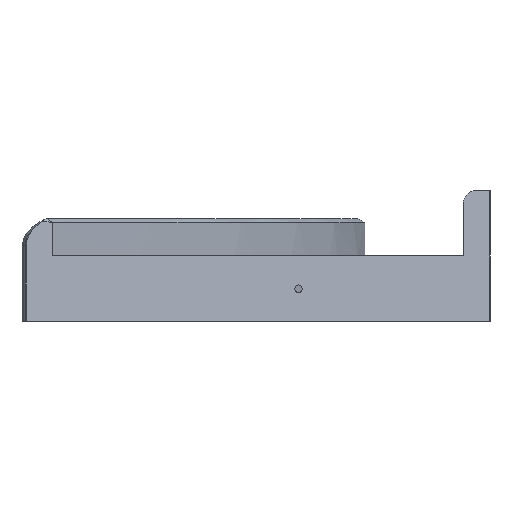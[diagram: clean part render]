
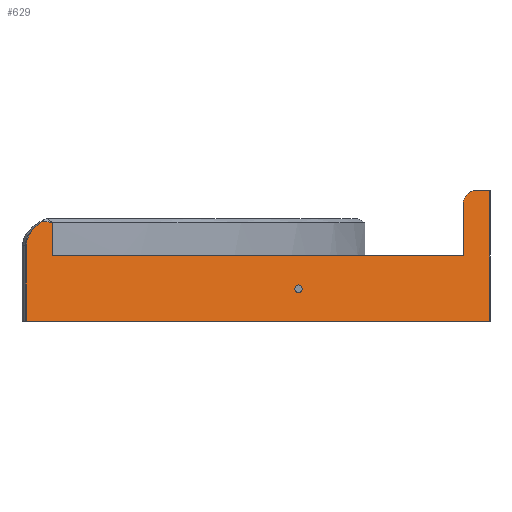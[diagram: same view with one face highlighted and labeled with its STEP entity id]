
A CAD part, front view. The second image highlights one B-rep face of the part: STEP entity #629.
In plain terms, the highlighted planar face has unit normal (0.362, -0.932, 0).
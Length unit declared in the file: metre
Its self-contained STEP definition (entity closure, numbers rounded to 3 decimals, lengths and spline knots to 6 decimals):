
#54=B_SPLINE_CURVE_WITH_KNOTS('',3,(#948,#949,#950,#951,#952,#953,#954,
#955,#956,#957,#958),.UNSPECIFIED.,.T.,.F.,(1,1,1,1,1,1,1,1,1,1,1,1,1,1,
1),(-0.003537,-0.002358,-0.001179,0.,0.001179,
0.002358,0.003537,0.004716,0.005895,
0.007075,0.008254,0.009433,0.010612,
0.011791,0.01297),.UNSPECIFIED.);
#55=B_SPLINE_CURVE_WITH_KNOTS('',3,(#968,#969,#970,#971,#972,#973,#974,
#975,#976,#977,#978,#979,#980,#981,#982,#983,#984,#985),.UNSPECIFIED.,.F.,
 .F.,(4,1,1,1,1,1,1,1,1,1,1,1,1,1,1,4),(0.,0.125,0.25,0.375,0.4375,0.46875,
0.484375,0.5,0.515625,0.53125,0.5625,0.625,0.6875,0.75,0.875,1.),
 .UNSPECIFIED.);
#56=B_SPLINE_CURVE_WITH_KNOTS('',3,(#987,#988,#989,#990),.UNSPECIFIED.,
 .F.,.F.,(4,4),(0.,0.00286),.UNSPECIFIED.);
#57=B_SPLINE_CURVE_WITH_KNOTS('',3,(#992,#993,#994,#995,#996),
 .UNSPECIFIED.,.F.,.F.,(4,1,4),(0.032571,0.037157,0.041743),
 .UNSPECIFIED.);
#76=LINE('',#888,#114);
#91=LINE('',#960,#129);
#92=LINE('',#964,#130);
#93=LINE('',#966,#131);
#94=LINE('',#998,#132);
#95=LINE('',#1000,#133);
#96=LINE('',#1002,#134);
#114=VECTOR('',#740,1.);
#129=VECTOR('',#763,1.);
#130=VECTOR('',#766,1.);
#131=VECTOR('',#767,1.);
#132=VECTOR('',#768,1.);
#133=VECTOR('',#769,1.);
#134=VECTOR('',#770,1.);
#175=ORIENTED_EDGE('',*,*,#354,.F.);
#176=ORIENTED_EDGE('',*,*,#355,.T.);
#177=ORIENTED_EDGE('',*,*,#356,.T.);
#178=ORIENTED_EDGE('',*,*,#334,.T.);
#179=ORIENTED_EDGE('',*,*,#357,.F.);
#180=ORIENTED_EDGE('',*,*,#358,.F.);
#181=ORIENTED_EDGE('',*,*,#359,.T.);
#182=ORIENTED_EDGE('',*,*,#360,.F.);
#183=ORIENTED_EDGE('',*,*,#361,.F.);
#184=ORIENTED_EDGE('',*,*,#362,.F.);
#185=ORIENTED_EDGE('',*,*,#363,.T.);
#186=ORIENTED_EDGE('',*,*,#364,.T.);
#334=EDGE_CURVE('',#424,#425,#76,.T.);
#354=EDGE_CURVE('',#443,#443,#54,.T.);
#355=EDGE_CURVE('',#444,#445,#91,.T.);
#356=EDGE_CURVE('',#445,#424,#490,.T.);
#357=EDGE_CURVE('',#446,#425,#92,.T.);
#358=EDGE_CURVE('',#447,#446,#93,.T.);
#359=EDGE_CURVE('',#447,#448,#55,.T.);
#360=EDGE_CURVE('',#449,#448,#56,.T.);
#361=EDGE_CURVE('',#450,#449,#57,.T.);
#362=EDGE_CURVE('',#451,#450,#94,.F.);
#363=EDGE_CURVE('',#451,#452,#95,.T.);
#364=EDGE_CURVE('',#452,#444,#96,.T.);
#424=VERTEX_POINT('',#889);
#425=VERTEX_POINT('',#890);
#443=VERTEX_POINT('',#959);
#444=VERTEX_POINT('',#961);
#445=VERTEX_POINT('',#962);
#446=VERTEX_POINT('',#965);
#447=VERTEX_POINT('',#967);
#448=VERTEX_POINT('',#986);
#449=VERTEX_POINT('',#991);
#450=VERTEX_POINT('',#997);
#451=VERTEX_POINT('',#999);
#452=VERTEX_POINT('',#1001);
#490=ELLIPSE('',#684,0.005368,0.005);
#502=EDGE_LOOP('',(#175));
#503=EDGE_LOOP('',(#176,#177,#178,#179,#180,#181,#182,#183,#184,#185,#186));
#560=FACE_BOUND('',#502,.T.);
#561=FACE_BOUND('',#503,.T.);
#615=PLANE('',#683);
#629=ADVANCED_FACE('',(#560,#561),#615,.T.);
#683=AXIS2_PLACEMENT_3D('',#947,#761,#762);
#684=AXIS2_PLACEMENT_3D('',#963,#764,#765);
#740=DIRECTION('',(0.,0.,-1.));
#761=DIRECTION('',(0.362,-0.932,0.));
#762=DIRECTION('',(0.932,0.362,0.));
#763=DIRECTION('',(-0.932,-0.362,0.));
#764=DIRECTION('',(0.362,-0.932,0.));
#765=DIRECTION('',(-0.932,-0.362,0.));
#766=DIRECTION('',(0.932,0.362,0.));
#767=DIRECTION('',(0.,0.,-1.));
#768=DIRECTION('',(0.,0.,-1.));
#769=DIRECTION('',(0.932,0.362,0.));
#770=DIRECTION('',(0.,0.,1.));
#888=CARTESIAN_POINT('',(1.129605,0.342352,2.438605));
#889=CARTESIAN_POINT('',(1.129605,0.342352,0.05));
#890=CARTESIAN_POINT('',(1.129605,0.342352,0.03));
#947=CARTESIAN_POINT('',(1.051383,0.31193,0.03));
#948=CARTESIAN_POINT('',(1.065611,0.317464,0.018635));
#949=CARTESIAN_POINT('',(1.065159,0.317288,0.017461));
#950=CARTESIAN_POINT('',(1.065611,0.317464,0.016286));
#951=CARTESIAN_POINT('',(1.066706,0.31789,0.015798));
#952=CARTESIAN_POINT('',(1.067801,0.318315,0.016286));
#953=CARTESIAN_POINT('',(1.068253,0.318491,0.017461));
#954=CARTESIAN_POINT('',(1.0678,0.318315,0.018636));
#955=CARTESIAN_POINT('',(1.066705,0.317889,0.019123));
#956=CARTESIAN_POINT('',(1.065611,0.317464,0.018635));
#957=CARTESIAN_POINT('',(1.065159,0.317288,0.017461));
#958=CARTESIAN_POINT('',(1.065611,0.317464,0.016286));
#959=CARTESIAN_POINT('',(1.065309,0.317346,0.017461));
#960=CARTESIAN_POINT('',(1.051383,0.31193,0.055));
#961=CARTESIAN_POINT('',(1.139611,0.346243,0.055));
#962=CARTESIAN_POINT('',(1.134608,0.344298,0.055));
#963=CARTESIAN_POINT('',(1.134608,0.344298,0.05));
#964=CARTESIAN_POINT('',(1.051193,0.311856,0.03));
#965=CARTESIAN_POINT('',(0.97278,0.28136,0.03));
#966=CARTESIAN_POINT('',(0.97278,0.28136,2.438605));
#967=CARTESIAN_POINT('',(0.97278,0.28136,0.042762));
#968=CARTESIAN_POINT('',(0.97278,0.28136,0.042762));
#969=CARTESIAN_POINT('',(0.972656,0.281312,0.042794));
#970=CARTESIAN_POINT('',(0.972393,0.28121,0.042857));
#971=CARTESIAN_POINT('',(0.971951,0.281038,0.042947));
#972=CARTESIAN_POINT('',(0.971542,0.280879,0.04302));
#973=CARTESIAN_POINT('',(0.971238,0.280761,0.043068));
#974=CARTESIAN_POINT('',(0.971076,0.280698,0.043092));
#975=CARTESIAN_POINT('',(0.970991,0.280665,0.043105));
#976=CARTESIAN_POINT('',(0.970902,0.28063,0.043118));
#977=CARTESIAN_POINT('',(0.970905,0.280631,0.043117));
#978=CARTESIAN_POINT('',(0.970872,0.280618,0.043122));
#979=CARTESIAN_POINT('',(0.970821,0.280598,0.043129));
#980=CARTESIAN_POINT('',(0.970712,0.280556,0.043143));
#981=CARTESIAN_POINT('',(0.970543,0.28049,0.043166));
#982=CARTESIAN_POINT('',(0.970258,0.280379,0.043203));
#983=CARTESIAN_POINT('',(0.969795,0.280199,0.043263));
#984=CARTESIAN_POINT('',(0.969309,0.28001,0.043325));
#985=CARTESIAN_POINT('',(0.969037,0.279905,0.04336));
#986=CARTESIAN_POINT('',(0.969037,0.279905,0.04336));
#987=CARTESIAN_POINT('',(0.966885,0.279068,0.041648));
#988=CARTESIAN_POINT('',(0.96757,0.279334,0.042278));
#989=CARTESIAN_POINT('',(0.968289,0.279614,0.042844));
#990=CARTESIAN_POINT('',(0.969037,0.279905,0.04336));
#991=CARTESIAN_POINT('',(0.966885,0.279067,0.041648));
#992=CARTESIAN_POINT('',(0.962828,0.27749,0.034));
#993=CARTESIAN_POINT('',(0.962828,0.27749,0.035529));
#994=CARTESIAN_POINT('',(0.963824,0.277877,0.038447));
#995=CARTESIAN_POINT('',(0.965812,0.27865,0.040661));
#996=CARTESIAN_POINT('',(0.966885,0.279068,0.041648));
#997=CARTESIAN_POINT('',(0.962828,0.27749,0.034));
#998=CARTESIAN_POINT('',(0.962828,0.27749,0.017));
#999=CARTESIAN_POINT('',(0.962828,0.27749,0.005));
#1000=CARTESIAN_POINT('',(1.051383,0.31193,0.005));
#1001=CARTESIAN_POINT('',(1.139611,0.346243,0.005));
#1002=CARTESIAN_POINT('',(1.139611,0.346243,0.059002));
